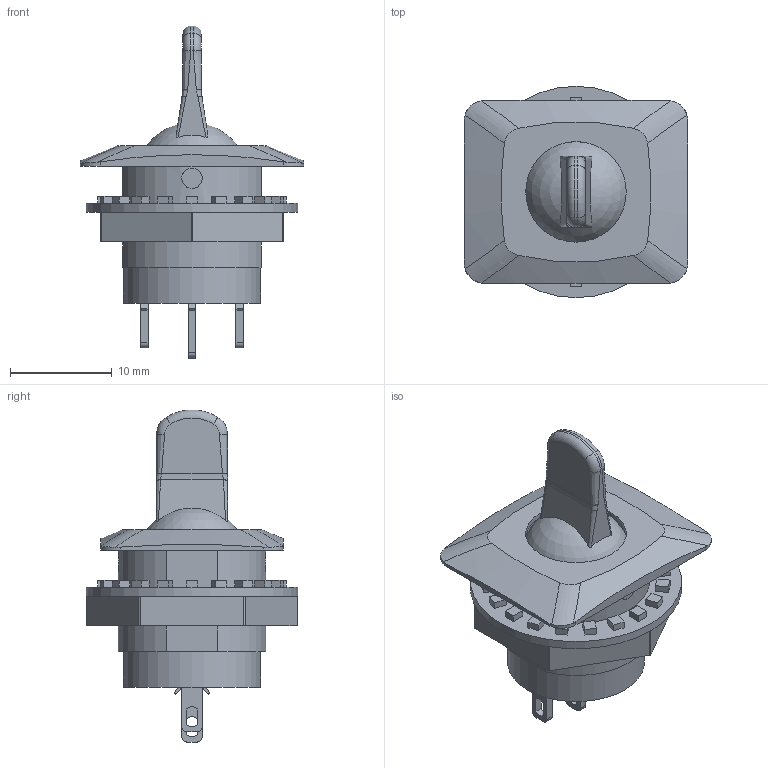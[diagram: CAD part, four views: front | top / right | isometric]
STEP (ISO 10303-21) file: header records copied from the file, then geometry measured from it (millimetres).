
FILE_DESCRIPTION((''),'2;1');
FILE_NAME('RR3402x.stp','2017-09-25T09:40:23',('mroman'),(''),'Autodesk Inventor 2012','Autodesk Inventor 2012','');
FILE_SCHEMA(('CONFIG_CONTROL_DESIGN'));
Length unit declared in the file: inch
Products named in the file (1): RR3402x
Bounding box: 22 x 20.8 x 32.68 mm (x, y, z)
Volume: 2750.9 mm3; surface area: 3128.5 mm2
Topology: 1 solids, 1 shells, 254 faces, 626 edges, 399 vertices
Faces by surface type: plane 174, cylinder 52, bspline 12, torus 10, sphere 6
Full cylindrical faces by diameter (mm): 9.9 x1, 11 x2, 13.5 x1, 20.8 x1
Entity records: 10171 total; most frequent: CARTESIAN_POINT 4221, ORIENTED_EDGE 1228, DIRECTION 1162, EDGE_CURVE 614, VECTOR 428, LINE 428, VERTEX_POINT 394, AXIS2_PLACEMENT_3D 367
